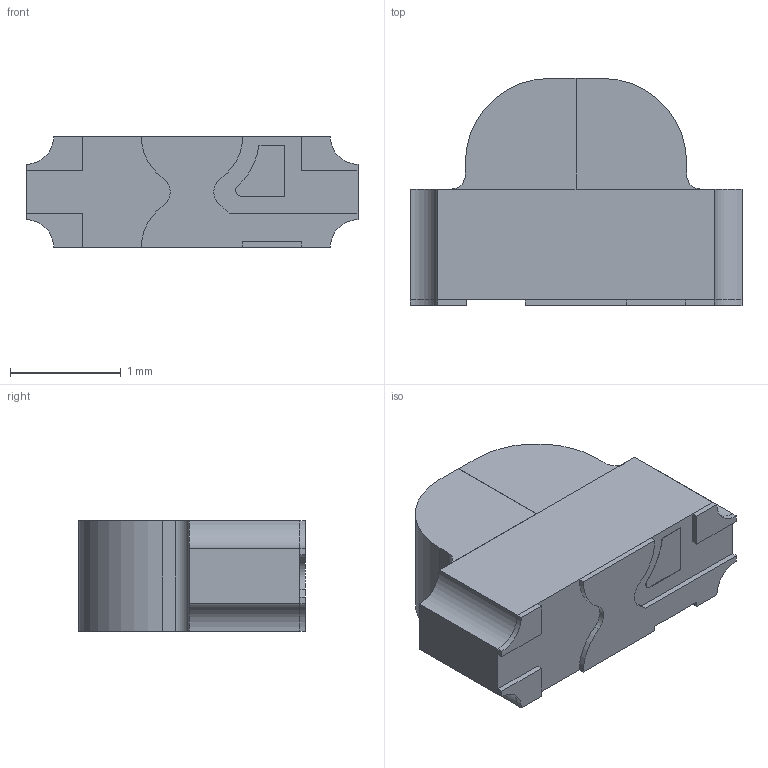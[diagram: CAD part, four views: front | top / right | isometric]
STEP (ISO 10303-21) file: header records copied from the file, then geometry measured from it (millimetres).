
FILE_DESCRIPTION (( 'STEP AP214' ), '1' );
FILE_NAME ('KPBA-3010ESGC-F01_RT SMD_RED_GREEN_LED.STEP', '2016-03-12T10:58:13', ( '' ), ( '' ), 'SwSTEP 2.0', 'SolidWorks 2014', '' );
FILE_SCHEMA (( 'AUTOMOTIVE_DESIGN' ));
Length unit declared in the file: inch
Products named in the file (1): KPBA-3010ESGC-F01_RT SMD_RED_GREEN_LED
Bounding box: 3 x 2.05 x 1 mm (x, y, z)
Volume: 4.6 mm3; surface area: 21.1 mm2
Topology: 5 solids, 5 shells, 67 faces, 165 edges, 110 vertices
Faces by surface type: plane 47, cylinder 20
Entity records: 2791 total; most frequent: CARTESIAN_POINT 343, DIRECTION 341, ORIENTED_EDGE 330, EDGE_CURVE 165, VECTOR 125, LINE 125, VERTEX_POINT 110, AXIS2_PLACEMENT_3D 108
